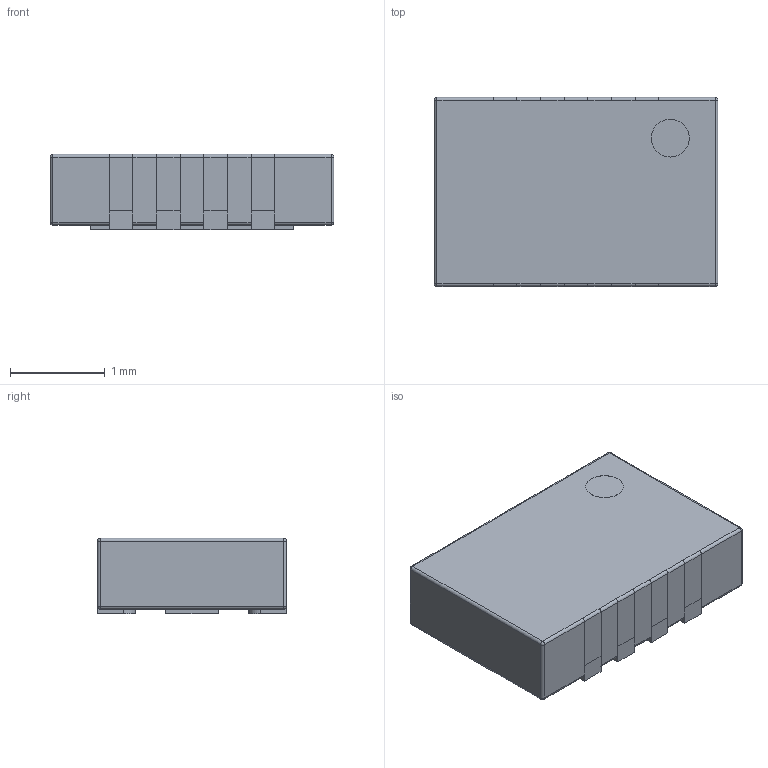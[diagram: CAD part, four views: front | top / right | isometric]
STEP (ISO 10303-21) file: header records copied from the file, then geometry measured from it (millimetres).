
FILE_DESCRIPTION(/* description */ (''),/* implementation_level */ '2;1');
FILE_NAME(/* name */ 'Analog Devices - DFN-8 2x3mm.step',/* time_stamp */ '2020-07-27T22:05:18+01:00',/* author */ (''),/* organization */ (''),/* preprocessor_version */ 'ST-DEVELOPER v18.1',/* originating_system */ 'Autodesk Translation Framework v9.3.0.1241',/* authorisation */ '');
FILE_SCHEMA (('AUTOMOTIVE_DESIGN { 1 0 10303 214 3 1 1 }'));
Length unit declared in the file: millimetre
Products named in the file (1): Analog Devices - DFN-8
Bounding box: 3 x 2 x 0.8 mm (x, y, z)
Volume: 4.6 mm3; surface area: 20 mm2
Topology: 1 solids, 1 shells, 114 faces, 274 edges, 164 vertices
Faces by surface type: plane 61, cylinder 45, sphere 8
Full cylindrical faces by diameter (mm): 0.4 x1
Entity records: 3345 total; most frequent: DIRECTION 578, CARTESIAN_POINT 553, ORIENTED_EDGE 548, EDGE_CURVE 274, LINE 200, VECTOR 200, AXIS2_PLACEMENT_3D 189, VERTEX_POINT 164
